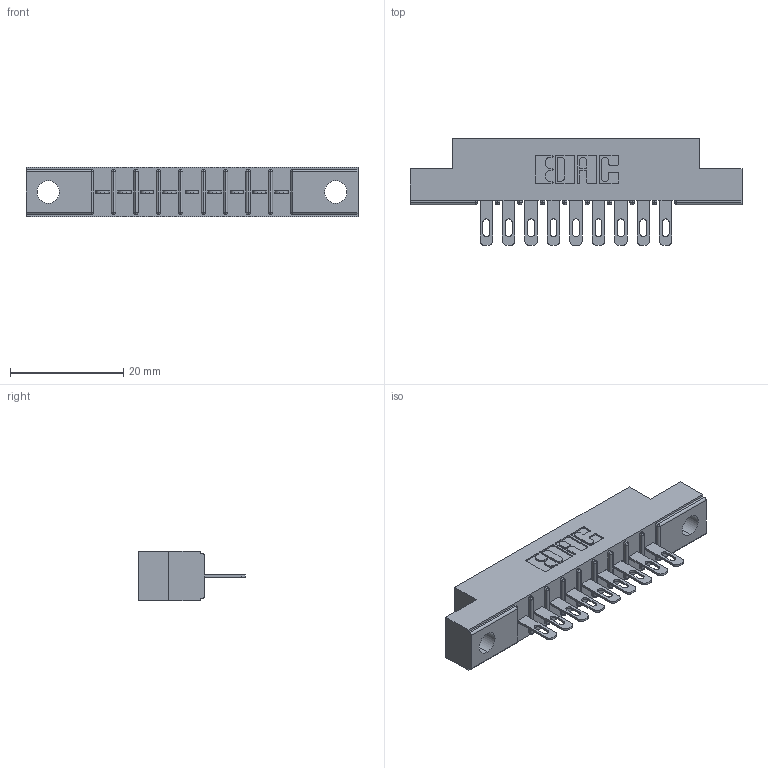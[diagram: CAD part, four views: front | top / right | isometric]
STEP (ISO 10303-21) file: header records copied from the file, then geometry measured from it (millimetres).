
FILE_DESCRIPTION (( 'STEP AP203' ), '1' );
FILE_NAME ('316-009-500-104.STEP', '2018-07-30T23:57:11', ( '' ), ( '' ), 'SwSTEP 2.0', 'SolidWorks 2016', '' );
FILE_SCHEMA (( 'CONFIG_CONTROL_DESIGN' ));
Length unit declared in the file: inch
Products named in the file (3): 306 Part_.156 Dia; 306-290-001_100; 316-009-500-104
Assembly tree (10 placements, depth 2):
  316-009-500-104
    306 Part_.156 Dia
    306-290-001_100  x9
Bounding box: 58.67 x 18.87 x 8.71 mm (x, y, z)
Volume: 3882.5 mm3; surface area: 5327.5 mm2
Topology: 10 solids, 10 shells, 814 faces, 2287 edges, 1474 vertices
Faces by surface type: plane 532, cylinder 246, sphere 36
Entity records: 13250 total; most frequent: CARTESIAN_POINT 2224, ORIENTED_EDGE 2198, DIRECTION 2189, EDGE_CURVE 1099, VECTOR 847, LINE 847, VERTEX_POINT 706, AXIS2_PLACEMENT_3D 671
